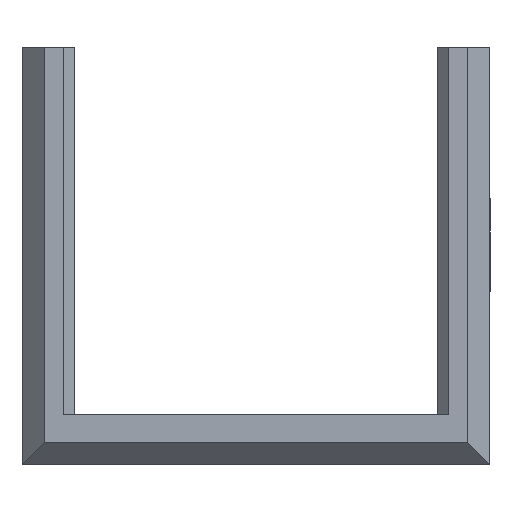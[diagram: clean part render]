
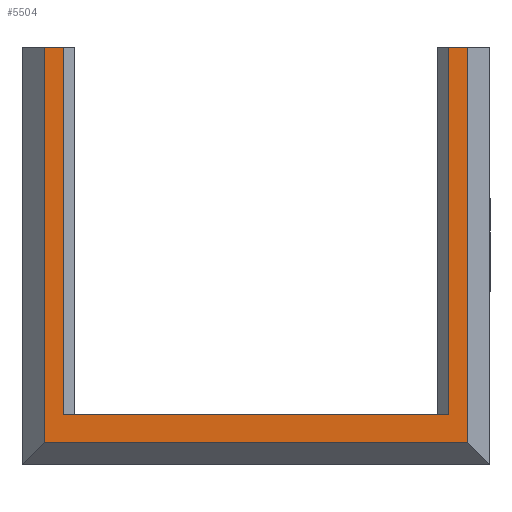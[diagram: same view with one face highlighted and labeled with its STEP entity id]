
A CAD part, front view. The second image highlights one B-rep face of the part: STEP entity #5504.
In plain terms, the highlighted planar face has unit normal (0, -1, 0).
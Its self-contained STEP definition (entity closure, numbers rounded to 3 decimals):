
#197 = CARTESIAN_POINT ( 'NONE',  ( 17.25, -145., -16.5 ) ) ;
#262 = ORIENTED_EDGE ( 'NONE', *, *, #1787, .T. ) ;
#321 = CARTESIAN_POINT ( 'NONE',  ( -21., -145., 16.5 ) ) ;
#325 = CARTESIAN_POINT ( 'NONE',  ( -17.25, -145., 16.5 ) ) ;
#332 = CARTESIAN_POINT ( 'NONE',  ( -19., -145., -19. ) ) ;
#401 = AXIS2_PLACEMENT_3D ( 'NONE', #6437, #2827, #2228 ) ;
#448 = VECTOR ( 'NONE', #972, 1000. ) ;
#798 = LINE ( 'NONE', #4393, #6480 ) ;
#930 = CARTESIAN_POINT ( 'NONE',  ( 19., -145., -19. ) ) ;
#938 = LINE ( 'NONE', #1510, #448 ) ;
#972 = DIRECTION ( 'NONE',  ( 1., 0., 0. ) ) ;
#1033 = VERTEX_POINT ( 'NONE', #3403 ) ;
#1147 = CARTESIAN_POINT ( 'NONE',  ( -17.25, -145., 16.5 ) ) ;
#1286 = PLANE ( 'NONE',  #401 ) ;
#1300 = LINE ( 'NONE', #197, #1483 ) ;
#1483 = VECTOR ( 'NONE', #2846, 1000. ) ;
#1498 = VERTEX_POINT ( 'NONE', #4528 ) ;
#1510 = CARTESIAN_POINT ( 'NONE',  ( 21., -145., -19. ) ) ;
#1787 = EDGE_CURVE ( 'NONE', #6158, #3592, #5948, .T. ) ;
#1822 = EDGE_CURVE ( 'NONE', #4721, #1498, #1300, .T. ) ;
#1902 = DIRECTION ( 'NONE',  ( 0., 0., 1. ) ) ;
#1906 = VERTEX_POINT ( 'NONE', #930 ) ;
#1940 = LINE ( 'NONE', #325, #2576 ) ;
#1975 = ORIENTED_EDGE ( 'NONE', *, *, #3264, .T. ) ;
#1978 = CARTESIAN_POINT ( 'NONE',  ( -17.25, -145., -16.5 ) ) ;
#2076 = ORIENTED_EDGE ( 'NONE', *, *, #2410, .T. ) ;
#2228 = DIRECTION ( 'NONE',  ( 0., 0., -1. ) ) ;
#2290 = VECTOR ( 'NONE', #6510, 1000. ) ;
#2342 = VERTEX_POINT ( 'NONE', #1978 ) ;
#2406 = EDGE_LOOP ( 'NONE', ( #2795, #262, #2974, #1975, #3625, #4934, #5894, #2076 ) ) ;
#2410 = EDGE_CURVE ( 'NONE', #2342, #5093, #1940, .T. ) ;
#2576 = VECTOR ( 'NONE', #1902, 1000. ) ;
#2597 = DIRECTION ( 'NONE',  ( -1., 0., 0. ) ) ;
#2795 = ORIENTED_EDGE ( 'NONE', *, *, #4176, .F. ) ;
#2827 = DIRECTION ( 'NONE',  ( 0., -1., 0. ) ) ;
#2846 = DIRECTION ( 'NONE',  ( 0., 0., -1. ) ) ;
#2879 = VECTOR ( 'NONE', #2597, 1000. ) ;
#2880 = LINE ( 'NONE', #4413, #5256 ) ;
#2974 = ORIENTED_EDGE ( 'NONE', *, *, #6197, .T. ) ;
#3264 = EDGE_CURVE ( 'NONE', #1906, #1033, #798, .T. ) ;
#3403 = CARTESIAN_POINT ( 'NONE',  ( 19., -145., 16.5 ) ) ;
#3466 = DIRECTION ( 'NONE',  ( 0., 0., 1. ) ) ;
#3592 = VERTEX_POINT ( 'NONE', #332 ) ;
#3625 = ORIENTED_EDGE ( 'NONE', *, *, #6366, .F. ) ;
#4176 = EDGE_CURVE ( 'NONE', #6158, #5093, #4936, .T. ) ;
#4350 = CARTESIAN_POINT ( 'NONE',  ( -19., -145., -21. ) ) ;
#4393 = CARTESIAN_POINT ( 'NONE',  ( 19., -145., 16.5 ) ) ;
#4413 = CARTESIAN_POINT ( 'NONE',  ( -21., -145., 16.5 ) ) ;
#4509 = VECTOR ( 'NONE', #6422, 1000. ) ;
#4528 = CARTESIAN_POINT ( 'NONE',  ( 17.25, -145., -16.5 ) ) ;
#4602 = LINE ( 'NONE', #6201, #2879 ) ;
#4721 = VERTEX_POINT ( 'NONE', #5240 ) ;
#4771 = FACE_OUTER_BOUND ( 'NONE', #2406, .T. ) ;
#4934 = ORIENTED_EDGE ( 'NONE', *, *, #1822, .T. ) ;
#4936 = LINE ( 'NONE', #321, #2290 ) ;
#5093 = VERTEX_POINT ( 'NONE', #1147 ) ;
#5099 = CARTESIAN_POINT ( 'NONE',  ( -19., -145., 16.5 ) ) ;
#5240 = CARTESIAN_POINT ( 'NONE',  ( 17.25, -145., 16.5 ) ) ;
#5256 = VECTOR ( 'NONE', #6486, 1000. ) ;
#5504 = ADVANCED_FACE ( 'NONE', ( #4771 ), #1286, .T. ) ;
#5745 = EDGE_CURVE ( 'NONE', #1498, #2342, #4602, .T. ) ;
#5894 = ORIENTED_EDGE ( 'NONE', *, *, #5745, .T. ) ;
#5948 = LINE ( 'NONE', #4350, #4509 ) ;
#6158 = VERTEX_POINT ( 'NONE', #5099 ) ;
#6197 = EDGE_CURVE ( 'NONE', #3592, #1906, #938, .T. ) ;
#6201 = CARTESIAN_POINT ( 'NONE',  ( -16.25, -145., -16.5 ) ) ;
#6366 = EDGE_CURVE ( 'NONE', #4721, #1033, #2880, .T. ) ;
#6422 = DIRECTION ( 'NONE',  ( 0., 0., -1. ) ) ;
#6437 = CARTESIAN_POINT ( 'NONE',  ( 0., -145., 0. ) ) ;
#6480 = VECTOR ( 'NONE', #3466, 1000. ) ;
#6486 = DIRECTION ( 'NONE',  ( 1., 0., 0. ) ) ;
#6510 = DIRECTION ( 'NONE',  ( 1., 0., 0. ) ) ;
